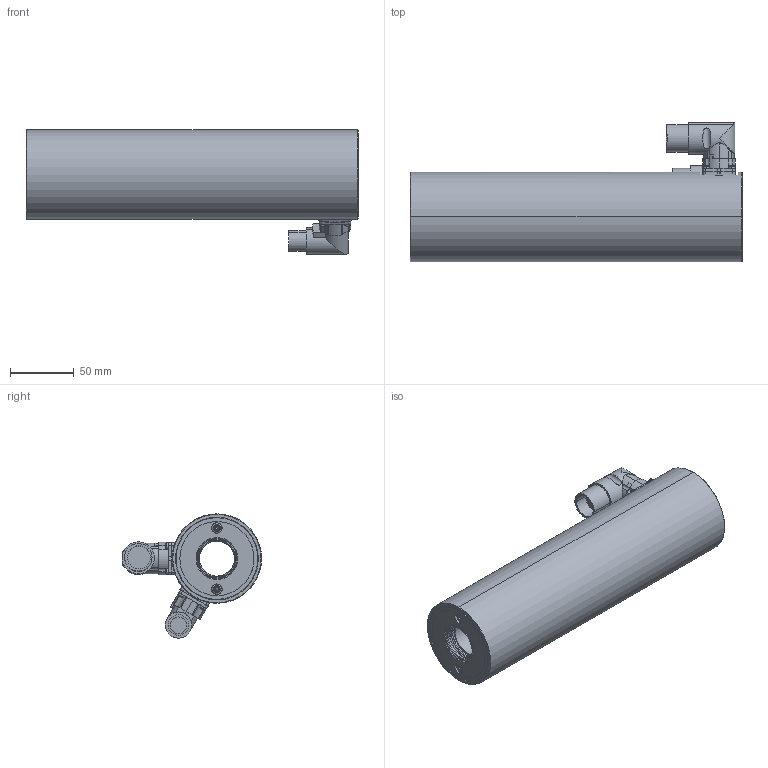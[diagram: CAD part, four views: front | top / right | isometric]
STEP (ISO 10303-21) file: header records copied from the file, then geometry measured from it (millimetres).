
FILE_DESCRIPTION (( 'STEP AP214' ), '1' );
FILE_NAME ('0186-0257_160519_PS10-70x160.STEP', '2016-05-19T13:23:36', ( '' ), ( '' ), 'SwSTEP 2.0', 'SolidWorks 2016', '' );
FILE_SCHEMA (( 'AUTOMOTIVE_DESIGN' ));
Length unit declared in the file: millimetre
Products named in the file (44): hexalobular socket pan head_iso; PS10k-SF923; hexalobular socket pan head_iso_ISO 14583 - M2.5 x 8 -4.8-N; MC10-Q_FUSS; PS10-R70_konfiguration; Oring-600x15; PS10k-AV70W; MC10-Q_KOPF; PAW01; Screw-M4x12; PBT10-70x...; Oring-340x15; PS10k-AH70W; PBT10-70x..._PBT10-70x160; MC10-Q; hexalobular socket pan head_iso_ISO 14583 - M4 x 8 -4.8-N; MC10-I_FUSS; PS10-R70_konfiguration_PS10k-R70x160; MC10-I; 0186-0257_160519_PS10-70x160; PAW01_PAW01-28; MC10-I_KOPF; Oring-340x15_ORM-0340-15
Assembly tree (28 placements, depth 2):
  hexalobular socket pan head_iso
  hexalobular socket pan head_iso
  PS10-R70_konfiguration
  Oring-600x15
  hexalobular socket pan head_iso
Bounding box: 260 x 109 x 97.3 mm (x, y, z)
Volume: 874818.3 mm3; surface area: 182706.9 mm2
Topology: 28 solids, 28 shells, 984 faces, 2303 edges, 1423 vertices
Faces by surface type: cylinder 417, plane 293, cone 128, torus 80, bspline 42, sphere 24
Entity records: 19921 total; most frequent: CARTESIAN_POINT 4372, DIRECTION 3100, ORIENTED_EDGE 2656, EDGE_CURVE 1328, AXIS2_PLACEMENT_3D 1308, VERTEX_POINT 847, CIRCLE 722, EDGE_LOOP 685
